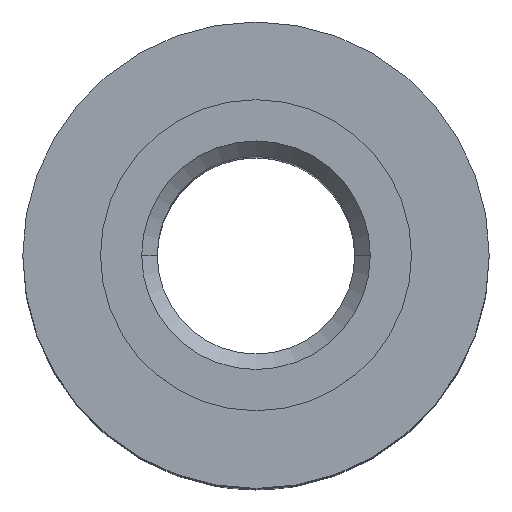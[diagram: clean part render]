
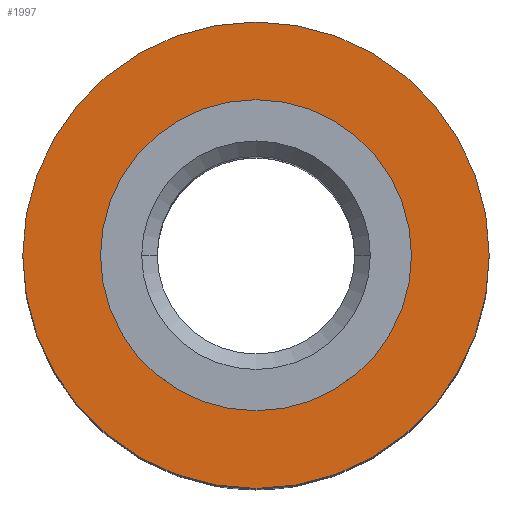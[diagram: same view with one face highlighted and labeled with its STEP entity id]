
A CAD part, top view. The second image highlights one B-rep face of the part: STEP entity #1997.
In plain terms, the highlighted planar face has unit normal (0, 0, 1).
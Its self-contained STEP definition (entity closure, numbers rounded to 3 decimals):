
#65 = EDGE_LOOP ( 'NONE', ( #1538, #1539 ) ) ;
#69 = EDGE_LOOP ( 'NONE', ( #1536, #1537 ) ) ;
#212 = CARTESIAN_POINT ( 'NONE',  ( 0., 0., 8.9 ) ) ;
#213 = DIRECTION ( 'NONE',  ( 0., 0., 1. ) ) ;
#214 = DIRECTION ( 'NONE',  ( 1., 0., 0. ) ) ;
#216 = CARTESIAN_POINT ( 'NONE',  ( 0., 0., 8.9 ) ) ;
#217 = DIRECTION ( 'NONE',  ( 0., 0., 1. ) ) ;
#218 = DIRECTION ( 'NONE',  ( 1., 0., 0. ) ) ;
#748 = EDGE_CURVE ( 'NONE', #1438, #1428, #1780, .T. ) ;
#749 = EDGE_CURVE ( 'NONE', #1430, #1429, #1781, .T. ) ;
#865 = AXIS2_PLACEMENT_3D ( 'NONE', #212, #213, #214 ) ;
#866 = AXIS2_PLACEMENT_3D ( 'NONE', #216, #217, #218 ) ;
#871 = AXIS2_PLACEMENT_3D ( 'NONE', #2356, #2357, #2358 ) ;
#874 = AXIS2_PLACEMENT_3D ( 'NONE', #2370, #2371, #2372 ) ;
#935 = AXIS2_PLACEMENT_3D ( 'NONE', #2240, #2239, #2244 ) ;
#979 = EDGE_CURVE ( 'NONE', #1429, #1430, #1801, .T. ) ;
#985 = EDGE_CURVE ( 'NONE', #1428, #1438, #1815, .T. ) ;
#1428 = VERTEX_POINT ( 'NONE', #2552 ) ;
#1429 = VERTEX_POINT ( 'NONE', #2553 ) ;
#1430 = VERTEX_POINT ( 'NONE', #2554 ) ;
#1438 = VERTEX_POINT ( 'NONE', #2562 ) ;
#1536 = ORIENTED_EDGE ( 'NONE', *, *, #979, .F. ) ;
#1537 = ORIENTED_EDGE ( 'NONE', *, *, #749, .F. ) ;
#1538 = ORIENTED_EDGE ( 'NONE', *, *, #985, .T. ) ;
#1539 = ORIENTED_EDGE ( 'NONE', *, *, #748, .T. ) ;
#1780 = CIRCLE ( 'NONE', #865, 7.5 ) ;
#1781 = CIRCLE ( 'NONE', #866, 5. ) ;
#1801 = CIRCLE ( 'NONE', #871, 5. ) ;
#1815 = CIRCLE ( 'NONE', #874, 7.5 ) ;
#1997 = ADVANCED_FACE ( 'NONE', ( #2073, #2075 ), #2242, .F. ) ;
#2073 = FACE_BOUND ( 'NONE', #69, .T. ) ;
#2075 = FACE_OUTER_BOUND ( 'NONE', #65, .T. ) ;
#2239 = DIRECTION ( 'NONE',  ( 0., 0., -1. ) ) ;
#2240 = CARTESIAN_POINT ( 'NONE',  ( 0., 7.5, 8.9 ) ) ;
#2242 = PLANE ( 'NONE',  #935 ) ;
#2244 = DIRECTION ( 'NONE',  ( -1., 0., 0. ) ) ;
#2356 = CARTESIAN_POINT ( 'NONE',  ( 0., 0., 8.9 ) ) ;
#2357 = DIRECTION ( 'NONE',  ( 0., 0., 1. ) ) ;
#2358 = DIRECTION ( 'NONE',  ( 1., 0., 0. ) ) ;
#2370 = CARTESIAN_POINT ( 'NONE',  ( 0., 0., 8.9 ) ) ;
#2371 = DIRECTION ( 'NONE',  ( 0., 0., 1. ) ) ;
#2372 = DIRECTION ( 'NONE',  ( 1., 0., 0. ) ) ;
#2552 = CARTESIAN_POINT ( 'NONE',  ( 7.5, 0., 8.9 ) ) ;
#2553 = CARTESIAN_POINT ( 'NONE',  ( 5., 0., 8.9 ) ) ;
#2554 = CARTESIAN_POINT ( 'NONE',  ( -5., 0., 8.9 ) ) ;
#2562 = CARTESIAN_POINT ( 'NONE',  ( -7.5, 0., 8.9 ) ) ;
